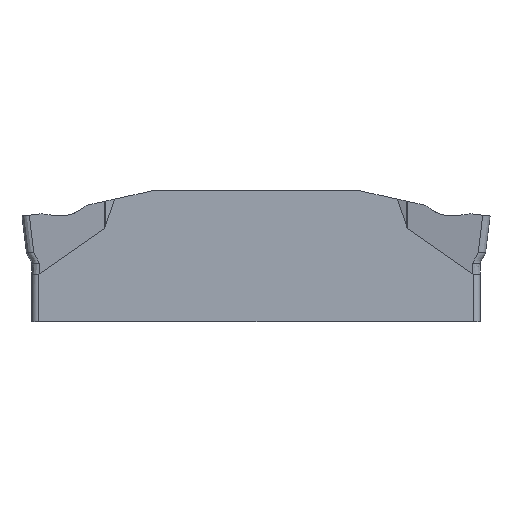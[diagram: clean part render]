
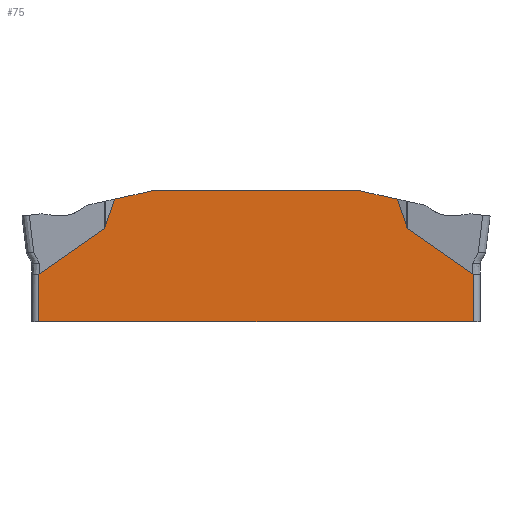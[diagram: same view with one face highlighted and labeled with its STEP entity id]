
A CAD part, left-side view. The second image highlights one B-rep face of the part: STEP entity #75.
In plain terms, the highlighted planar face has unit normal (-1, 0, 0).
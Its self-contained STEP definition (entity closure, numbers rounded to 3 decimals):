
#75=ADVANCED_FACE('SIDE_IB_1_SU5',(#153),#129,.F.);
#129=PLANE('',#1053);
#153=FACE_OUTER_BOUND('',#207,.T.);
#207=EDGE_LOOP('',(#261,#262,#263,#264,#265,#266,#267,#268,#269,#270,#271,
#272,#273,#274));
#261=ORIENTED_EDGE('',*,*,#653,.F.);
#262=ORIENTED_EDGE('',*,*,#654,.T.);
#263=ORIENTED_EDGE('',*,*,#655,.T.);
#264=ORIENTED_EDGE('',*,*,#656,.T.);
#265=ORIENTED_EDGE('',*,*,#657,.T.);
#266=ORIENTED_EDGE('',*,*,#658,.T.);
#267=ORIENTED_EDGE('',*,*,#659,.F.);
#268=ORIENTED_EDGE('',*,*,#660,.T.);
#269=ORIENTED_EDGE('',*,*,#661,.T.);
#270=ORIENTED_EDGE('',*,*,#662,.T.);
#271=ORIENTED_EDGE('',*,*,#663,.T.);
#272=ORIENTED_EDGE('',*,*,#664,.T.);
#273=ORIENTED_EDGE('',*,*,#665,.F.);
#274=ORIENTED_EDGE('',*,*,#666,.F.);
#557=VERTEX_POINT('',#1334);
#558=VERTEX_POINT('',#1335);
#559=VERTEX_POINT('',#1337);
#560=VERTEX_POINT('',#1348);
#561=VERTEX_POINT('',#1350);
#562=VERTEX_POINT('',#1358);
#563=VERTEX_POINT('',#1360);
#564=VERTEX_POINT('',#1362);
#565=VERTEX_POINT('',#1364);
#566=VERTEX_POINT('',#1372);
#567=VERTEX_POINT('',#1374);
#568=VERTEX_POINT('',#1385);
#569=VERTEX_POINT('',#1387);
#570=VERTEX_POINT('',#1389);
#653=EDGE_CURVE('',#557,#558,#801,.T.);
#654=EDGE_CURVE('',#557,#559,#802,.T.);
#655=EDGE_CURVE('',#559,#560,#953,.T.);
#656=EDGE_CURVE('',#560,#561,#803,.T.);
#657=EDGE_CURVE('',#561,#562,#954,.T.);
#658=EDGE_CURVE('',#562,#563,#804,.T.);
#659=EDGE_CURVE('',#564,#563,#805,.T.);
#660=EDGE_CURVE('',#564,#565,#806,.T.);
#661=EDGE_CURVE('',#565,#566,#955,.T.);
#662=EDGE_CURVE('',#566,#567,#807,.T.);
#663=EDGE_CURVE('',#567,#568,#956,.T.);
#664=EDGE_CURVE('',#568,#569,#808,.T.);
#665=EDGE_CURVE('',#570,#569,#809,.T.);
#666=EDGE_CURVE('',#558,#570,#810,.T.);
#801=LINE('',#1333,#869);
#802=LINE('',#1336,#870);
#803=LINE('',#1349,#871);
#804=LINE('',#1359,#872);
#805=LINE('',#1361,#873);
#806=LINE('',#1363,#874);
#807=LINE('',#1373,#875);
#808=LINE('',#1386,#876);
#809=LINE('',#1388,#877);
#810=LINE('',#1390,#878);
#869=VECTOR('',#1093,1.);
#870=VECTOR('',#1094,1.);
#871=VECTOR('',#1095,1.);
#872=VECTOR('',#1096,1.);
#873=VECTOR('',#1097,1.);
#874=VECTOR('',#1098,1.);
#875=VECTOR('',#1099,1.);
#876=VECTOR('',#1100,1.);
#877=VECTOR('',#1101,1.);
#878=VECTOR('',#1102,1.);
#953=B_SPLINE_CURVE_WITH_KNOTS('',3,(#1338,#1339,#1340,#1341,#1342,#1343,
#1344,#1345,#1346,#1347),.UNSPECIFIED.,.F.,.F.,(4,3,3,4),(0.,0.487,
0.737,1.),.UNSPECIFIED.);
#954=B_SPLINE_CURVE_WITH_KNOTS('',3,(#1351,#1352,#1353,#1354,#1355,#1356,
#1357),.UNSPECIFIED.,.F.,.F.,(4,3,4),(0.,0.555,1.),
 .UNSPECIFIED.);
#955=B_SPLINE_CURVE_WITH_KNOTS('',3,(#1365,#1366,#1367,#1368,#1369,#1370,
#1371),.UNSPECIFIED.,.F.,.F.,(4,3,4),(0.,0.553,1.),
 .UNSPECIFIED.);
#956=B_SPLINE_CURVE_WITH_KNOTS('',3,(#1375,#1376,#1377,#1378,#1379,#1380,
#1381,#1382,#1383,#1384),.UNSPECIFIED.,.F.,.F.,(4,3,3,4),(0.,0.242,
0.617,1.),.UNSPECIFIED.);
#1053=AXIS2_PLACEMENT_3D('',#1391,#1103,#1104);
#1093=DIRECTION('',(0.,-0.976,0.216));
#1094=DIRECTION('',(0.,0.32,-0.947));
#1095=DIRECTION('',(0.,0.82,-0.572));
#1096=DIRECTION('',(0.,0.,-1.));
#1097=DIRECTION('',(0.,1.,0.));
#1098=DIRECTION('',(0.,0.,1.));
#1099=DIRECTION('',(0.,0.82,0.572));
#1100=DIRECTION('',(0.,0.32,0.947));
#1101=DIRECTION('',(0.,-0.976,-0.216));
#1102=DIRECTION('',(0.,-1.,0.));
#1103=DIRECTION('',(1.,0.,0.));
#1104=DIRECTION('',(0.,0.,-1.));
#1333=CARTESIAN_POINT('',(-1.,0.444,2.002));
#1334=CARTESIAN_POINT('',(-1.,6.097,0.749));
#1335=CARTESIAN_POINT('',(-1.,4.333,1.14));
#1336=CARTESIAN_POINT('',(-1.,5.699,1.926));
#1337=CARTESIAN_POINT('',(-1.,6.498,-0.437));
#1338=CARTESIAN_POINT('',(-1.,6.498,-0.437));
#1339=CARTESIAN_POINT('',(-1.,6.502,-0.451));
#1340=CARTESIAN_POINT('',(-1.,6.507,-0.464));
#1341=CARTESIAN_POINT('',(-1.,6.513,-0.476));
#1342=CARTESIAN_POINT('',(-1.,6.516,-0.483));
#1343=CARTESIAN_POINT('',(-1.,6.52,-0.489));
#1344=CARTESIAN_POINT('',(-1.,6.524,-0.495));
#1345=CARTESIAN_POINT('',(-1.,6.528,-0.501));
#1346=CARTESIAN_POINT('',(-1.,6.532,-0.507));
#1347=CARTESIAN_POINT('',(-1.,6.539,-0.512));
#1348=CARTESIAN_POINT('',(-1.,6.539,-0.512));
#1349=CARTESIAN_POINT('',(-1.,1.901,2.724));
#1350=CARTESIAN_POINT('',(-1.,9.348,-2.472));
#1351=CARTESIAN_POINT('',(-1.,9.348,-2.472));
#1352=CARTESIAN_POINT('',(-1.,9.351,-2.474));
#1353=CARTESIAN_POINT('',(-1.,9.354,-2.476));
#1354=CARTESIAN_POINT('',(-1.,9.358,-2.477));
#1355=CARTESIAN_POINT('',(-1.,9.361,-2.478));
#1356=CARTESIAN_POINT('',(-1.,9.364,-2.478));
#1357=CARTESIAN_POINT('',(-1.,9.366,-2.478));
#1358=CARTESIAN_POINT('',(-1.,9.366,-2.478));
#1359=CARTESIAN_POINT('',(-1.,9.366,0.));
#1360=CARTESIAN_POINT('',(-1.,9.366,-4.54));
#1361=CARTESIAN_POINT('',(-1.,0.,-4.54));
#1362=CARTESIAN_POINT('',(-1.,-9.366,-4.54));
#1363=CARTESIAN_POINT('',(-1.,-9.366,0.));
#1364=CARTESIAN_POINT('',(-1.,-9.366,-2.478));
#1365=CARTESIAN_POINT('',(-1.,-9.366,-2.478));
#1366=CARTESIAN_POINT('',(-1.,-9.363,-2.478));
#1367=CARTESIAN_POINT('',(-1.,-9.359,-2.478));
#1368=CARTESIAN_POINT('',(-1.,-9.356,-2.476));
#1369=CARTESIAN_POINT('',(-1.,-9.353,-2.475));
#1370=CARTESIAN_POINT('',(-1.,-9.351,-2.474));
#1371=CARTESIAN_POINT('',(-1.,-9.348,-2.472));
#1372=CARTESIAN_POINT('',(-1.,-9.348,-2.472));
#1373=CARTESIAN_POINT('',(-1.,-1.901,2.724));
#1374=CARTESIAN_POINT('',(-1.,-6.539,-0.512));
#1375=CARTESIAN_POINT('',(-1.,-6.539,-0.512));
#1376=CARTESIAN_POINT('',(-1.,-6.533,-0.508));
#1377=CARTESIAN_POINT('',(-1.,-6.528,-0.502));
#1378=CARTESIAN_POINT('',(-1.,-6.525,-0.496));
#1379=CARTESIAN_POINT('',(-1.,-6.519,-0.488));
#1380=CARTESIAN_POINT('',(-1.,-6.514,-0.478));
#1381=CARTESIAN_POINT('',(-1.,-6.51,-0.468));
#1382=CARTESIAN_POINT('',(-1.,-6.505,-0.458));
#1383=CARTESIAN_POINT('',(-1.,-6.501,-0.448));
#1384=CARTESIAN_POINT('',(-1.,-6.498,-0.437));
#1385=CARTESIAN_POINT('',(-1.,-6.498,-0.437));
#1386=CARTESIAN_POINT('',(-1.,-5.699,1.926));
#1387=CARTESIAN_POINT('',(-1.,-6.097,0.749));
#1388=CARTESIAN_POINT('',(-1.,-0.444,2.002));
#1389=CARTESIAN_POINT('',(-1.,-4.333,1.14));
#1390=CARTESIAN_POINT('',(-1.,0.,1.14));
#1391=CARTESIAN_POINT('',(-1.,0.,0.));
